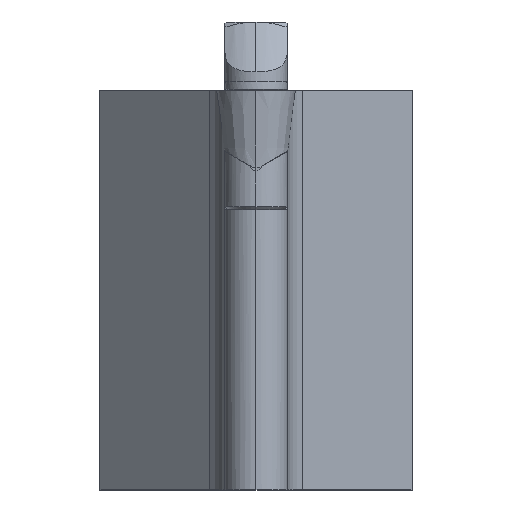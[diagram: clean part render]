
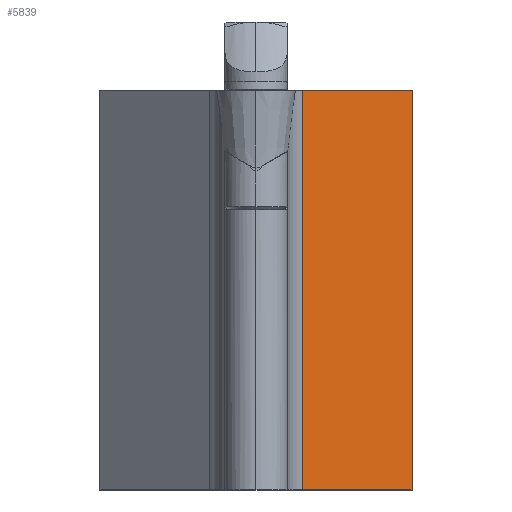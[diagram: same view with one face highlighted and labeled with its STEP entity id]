
A CAD part, left-side view. The second image highlights one B-rep face of the part: STEP entity #5839.
In plain terms, the highlighted planar face has unit normal (-0.707, -0.707, 0).
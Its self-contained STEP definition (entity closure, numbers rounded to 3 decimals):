
#160 = DIRECTION ( 'NONE',  ( -0.707, 0.707, 0. ) ) ;
#393 = DIRECTION ( 'NONE',  ( 0., 0., -1. ) ) ;
#408 = VECTOR ( 'NONE', #160, 1000. ) ;
#860 = ORIENTED_EDGE ( 'NONE', *, *, #5184, .T. ) ;
#942 = VERTEX_POINT ( 'NONE', #1798 ) ;
#1032 = ORIENTED_EDGE ( 'NONE', *, *, #5267, .F. ) ;
#1321 = LINE ( 'NONE', #4020, #1415 ) ;
#1415 = VECTOR ( 'NONE', #393, 1000. ) ;
#1499 = CARTESIAN_POINT ( 'NONE',  ( 20.172, -3.722, 0. ) ) ;
#1513 = VECTOR ( 'NONE', #7251, 1000. ) ;
#1580 = VECTOR ( 'NONE', #4993, 1000. ) ;
#1798 = CARTESIAN_POINT ( 'NONE',  ( 28.95, -12.5, 0. ) ) ;
#2086 = PLANE ( 'NONE',  #6406 ) ;
#2285 = ORIENTED_EDGE ( 'NONE', *, *, #6698, .F. ) ;
#2300 = VERTEX_POINT ( 'NONE', #7043 ) ;
#2385 = EDGE_LOOP ( 'NONE', ( #2285, #1032, #860, #6108 ) ) ;
#3017 = CARTESIAN_POINT ( 'NONE',  ( 8.225, 8.225, -32. ) ) ;
#4020 = CARTESIAN_POINT ( 'NONE',  ( 28.95, -12.5, 219.478 ) ) ;
#4032 = VERTEX_POINT ( 'NONE', #5233 ) ;
#4270 = EDGE_CURVE ( 'NONE', #7203, #4032, #5039, .T. ) ;
#4993 = DIRECTION ( 'NONE',  ( 0., 0., -1. ) ) ;
#5022 = FACE_OUTER_BOUND ( 'NONE', #2385, .T. ) ;
#5039 = LINE ( 'NONE', #5628, #1580 ) ;
#5092 = LINE ( 'NONE', #3017, #408 ) ;
#5184 = EDGE_CURVE ( 'NONE', #942, #7203, #5682, .T. ) ;
#5233 = CARTESIAN_POINT ( 'NONE',  ( 20.172, -3.722, -32. ) ) ;
#5267 = EDGE_CURVE ( 'NONE', #942, #2300, #1321, .T. ) ;
#5521 = DIRECTION ( 'NONE',  ( -0.707, -0.707, 0. ) ) ;
#5628 = CARTESIAN_POINT ( 'NONE',  ( 20.172, -3.722, 219.478 ) ) ;
#5682 = LINE ( 'NONE', #7226, #1513 ) ;
#5839 = ADVANCED_FACE ( 'NONE', ( #5022 ), #2086, .T. ) ;
#6108 = ORIENTED_EDGE ( 'NONE', *, *, #4270, .T. ) ;
#6154 = DIRECTION ( 'NONE',  ( 0.707, -0.707, 0. ) ) ;
#6406 = AXIS2_PLACEMENT_3D ( 'NONE', #6703, #5521, #6154 ) ;
#6698 = EDGE_CURVE ( 'NONE', #2300, #4032, #5092, .T. ) ;
#6703 = CARTESIAN_POINT ( 'NONE',  ( 20.172, -3.722, 219.478 ) ) ;
#7043 = CARTESIAN_POINT ( 'NONE',  ( 28.95, -12.5, -32. ) ) ;
#7203 = VERTEX_POINT ( 'NONE', #1499 ) ;
#7226 = CARTESIAN_POINT ( 'NONE',  ( 8.225, 8.225, 0. ) ) ;
#7251 = DIRECTION ( 'NONE',  ( -0.707, 0.707, 0. ) ) ;
